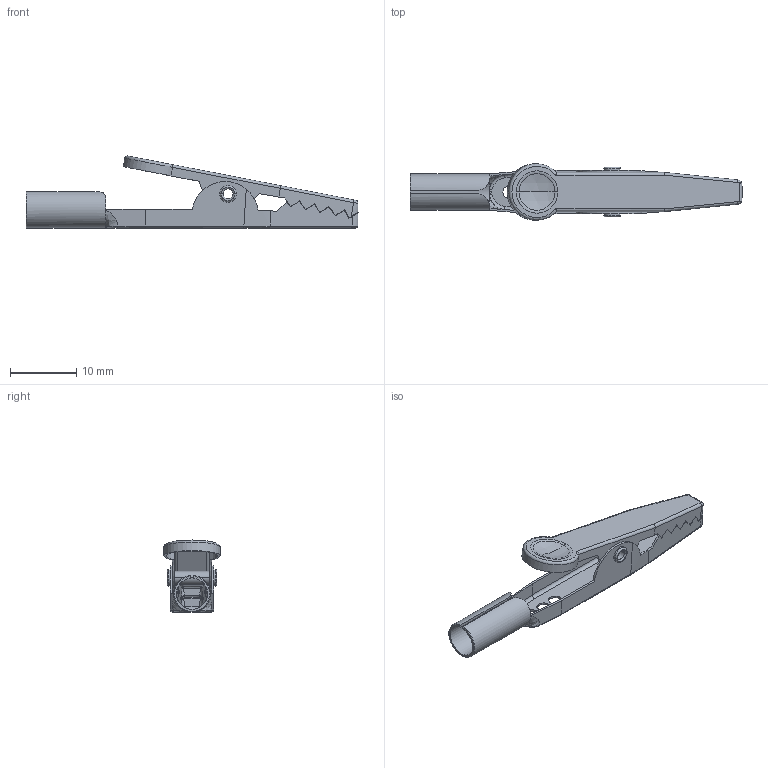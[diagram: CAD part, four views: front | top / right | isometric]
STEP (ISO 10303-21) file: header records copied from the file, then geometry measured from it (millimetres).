
FILE_DESCRIPTION (( 'STEP AP214' ), '1' );
FILE_NAME ('Crock Assem.STEP', '2019-07-30T20:34:23', ( '' ), ( '' ), 'SwSTEP 2.0', 'SolidWorks 2018', '' );
FILE_SCHEMA (( 'AUTOMOTIVE_DESIGN' ));
Length unit declared in the file: millimetre
Products named in the file (4): Top Clip; Bottom Clip; Crock Assem; Pin
Assembly tree (3 placements, depth 2):
  Crock Assem
    Bottom Clip
    Top Clip
    Pin
Bounding box: 50.02 x 8.49 x 10.85 mm (x, y, z)
Volume: 337.4 mm3; surface area: 2151.4 mm2
Topology: 3 solids, 3 shells, 211 faces, 560 edges, 353 vertices
Faces by surface type: plane 92, cylinder 72, bspline 27, torus 16, sphere 4
Entity records: 7805 total; most frequent: CARTESIAN_POINT 2576, ORIENTED_EDGE 1112, DIRECTION 980, EDGE_CURVE 556, VERTEX_POINT 353, AXIS2_PLACEMENT_3D 341, LINE 298, VECTOR 298
